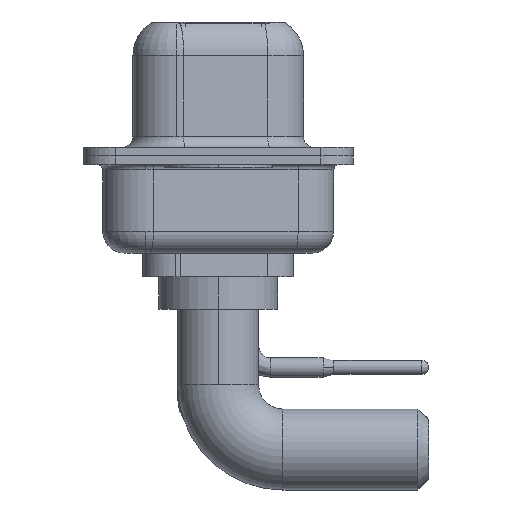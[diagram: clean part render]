
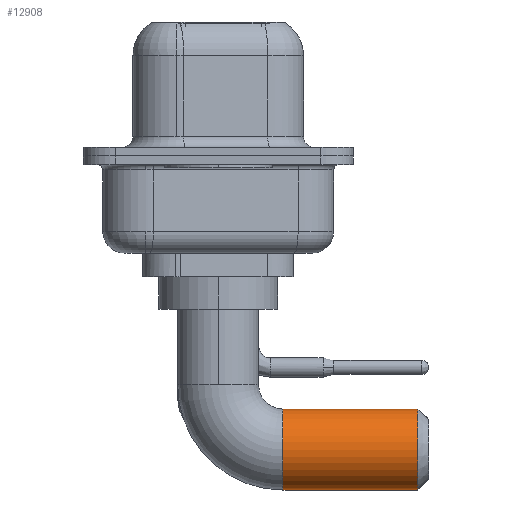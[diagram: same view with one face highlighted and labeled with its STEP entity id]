
A CAD part, left-side view. The second image highlights one B-rep face of the part: STEP entity #12908.
In plain terms, the highlighted cylindrical face has radius 1.875 mm (diameter 3.75 mm), a partial arc.
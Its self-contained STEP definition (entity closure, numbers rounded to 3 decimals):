
#142 = ORIENTED_EDGE ( 'NONE', *, *, #8804, .T. ) ;
#473 = DIRECTION ( 'NONE',  ( 0., -1., 0. ) ) ;
#743 = CIRCLE ( 'NONE', #10751, 1.875 ) ;
#1080 = ORIENTED_EDGE ( 'NONE', *, *, #10421, .F. ) ;
#1145 = EDGE_CURVE ( 'NONE', #13538, #7831, #7253, .T. ) ;
#1397 = VECTOR ( 'NONE', #11645, 1000. ) ;
#1640 = DIRECTION ( 'NONE',  ( 0., 0., -1. ) ) ;
#2223 = CARTESIAN_POINT ( 'NONE',  ( 0., -3., -8.375 ) ) ;
#2236 = LINE ( 'NONE', #14223, #1397 ) ;
#3052 = VERTEX_POINT ( 'NONE', #9734 ) ;
#3900 = CARTESIAN_POINT ( 'NONE',  ( 0., -9.25, -6.5 ) ) ;
#4033 = AXIS2_PLACEMENT_3D ( 'NONE', #12302, #473, #8941 ) ;
#4057 = CARTESIAN_POINT ( 'NONE',  ( 0., -9.25, -4.625 ) ) ;
#4152 = CARTESIAN_POINT ( 'NONE',  ( 0., -3., -6.5 ) ) ;
#4830 = CARTESIAN_POINT ( 'NONE',  ( 0., -9.25, -8.375 ) ) ;
#4961 = EDGE_CURVE ( 'NONE', #7831, #13402, #6303, .T. ) ;
#5173 = CYLINDRICAL_SURFACE ( 'NONE', #4033, 1.875 ) ;
#5675 = VECTOR ( 'NONE', #6076, 1000. ) ;
#6076 = DIRECTION ( 'NONE',  ( 0., -1., 0. ) ) ;
#6303 = CIRCLE ( 'NONE', #15049, 1.875 ) ;
#6730 = DIRECTION ( 'NONE',  ( 0., -1., 0. ) ) ;
#6991 = ORIENTED_EDGE ( 'NONE', *, *, #4961, .T. ) ;
#7253 = LINE ( 'NONE', #14461, #5675 ) ;
#7504 = ORIENTED_EDGE ( 'NONE', *, *, #1145, .T. ) ;
#7831 = VERTEX_POINT ( 'NONE', #4830 ) ;
#8804 = EDGE_CURVE ( 'NONE', #3052, #13538, #743, .T. ) ;
#8941 = DIRECTION ( 'NONE',  ( 0., 0., -1. ) ) ;
#9734 = CARTESIAN_POINT ( 'NONE',  ( 0., -3., -4.625 ) ) ;
#10112 = DIRECTION ( 'NONE',  ( -1., 0., 0. ) ) ;
#10421 = EDGE_CURVE ( 'NONE', #3052, #13402, #2236, .T. ) ;
#10751 = AXIS2_PLACEMENT_3D ( 'NONE', #4152, #6730, #10112 ) ;
#11133 = FACE_OUTER_BOUND ( 'NONE', #12368, .T. ) ;
#11645 = DIRECTION ( 'NONE',  ( 0., -1., 0. ) ) ;
#12302 = CARTESIAN_POINT ( 'NONE',  ( 0., -3., -6.5 ) ) ;
#12368 = EDGE_LOOP ( 'NONE', ( #1080, #142, #7504, #6991 ) ) ;
#12908 = ADVANCED_FACE ( 'NONE', ( #11133 ), #5173, .T. ) ;
#13402 = VERTEX_POINT ( 'NONE', #4057 ) ;
#13538 = VERTEX_POINT ( 'NONE', #2223 ) ;
#14223 = CARTESIAN_POINT ( 'NONE',  ( 0., -3., -4.625 ) ) ;
#14461 = CARTESIAN_POINT ( 'NONE',  ( 0., -3., -8.375 ) ) ;
#14710 = DIRECTION ( 'NONE',  ( 0., 1., 0. ) ) ;
#15049 = AXIS2_PLACEMENT_3D ( 'NONE', #3900, #14710, #1640 ) ;
